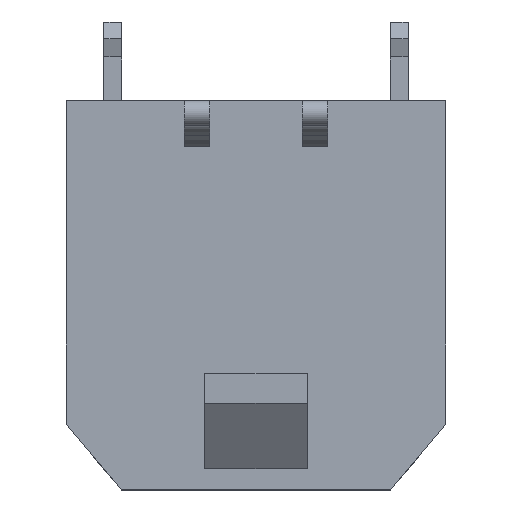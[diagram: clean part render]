
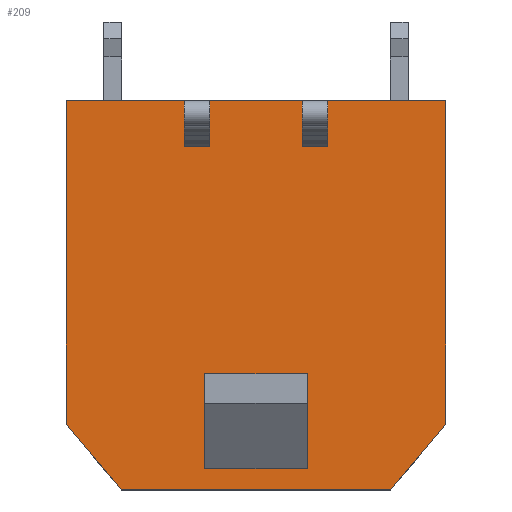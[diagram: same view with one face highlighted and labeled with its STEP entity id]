
A CAD part, top view. The second image highlights one B-rep face of the part: STEP entity #209.
In plain terms, the highlighted planar face has unit normal (0, 0, 1).
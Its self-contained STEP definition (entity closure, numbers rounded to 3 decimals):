
#209=ADVANCED_FACE('',(#461,#462,#463,#464),#341,.T.);
#341=PLANE('',#2439);
#461=FACE_BOUND('',#480,.T.);
#462=FACE_BOUND('',#481,.T.);
#463=FACE_BOUND('',#482,.T.);
#464=FACE_BOUND('',#483,.T.);
#480=EDGE_LOOP('',(#640,#641,#642,#643,#644,#645));
#481=EDGE_LOOP('',(#646,#647,#648,#649));
#482=EDGE_LOOP('',(#650,#651,#652,#653));
#483=EDGE_LOOP('',(#654,#655,#656,#657));
#640=ORIENTED_EDGE('',*,*,#1522,.F.);
#641=ORIENTED_EDGE('',*,*,#1523,.F.);
#642=ORIENTED_EDGE('',*,*,#1524,.T.);
#643=ORIENTED_EDGE('',*,*,#1525,.T.);
#644=ORIENTED_EDGE('',*,*,#1526,.F.);
#645=ORIENTED_EDGE('',*,*,#1527,.F.);
#646=ORIENTED_EDGE('',*,*,#1528,.T.);
#647=ORIENTED_EDGE('',*,*,#1529,.T.);
#648=ORIENTED_EDGE('',*,*,#1530,.F.);
#649=ORIENTED_EDGE('',*,*,#1531,.F.);
#650=ORIENTED_EDGE('',*,*,#1532,.T.);
#651=ORIENTED_EDGE('',*,*,#1533,.T.);
#652=ORIENTED_EDGE('',*,*,#1534,.T.);
#653=ORIENTED_EDGE('',*,*,#1535,.F.);
#654=ORIENTED_EDGE('',*,*,#1536,.T.);
#655=ORIENTED_EDGE('',*,*,#1537,.T.);
#656=ORIENTED_EDGE('',*,*,#1538,.T.);
#657=ORIENTED_EDGE('',*,*,#1539,.F.);
#1306=VERTEX_POINT('',#3276);
#1307=VERTEX_POINT('',#3277);
#1308=VERTEX_POINT('',#3279);
#1309=VERTEX_POINT('',#3281);
#1310=VERTEX_POINT('',#3283);
#1311=VERTEX_POINT('',#3285);
#1312=VERTEX_POINT('',#3288);
#1313=VERTEX_POINT('',#3289);
#1314=VERTEX_POINT('',#3291);
#1315=VERTEX_POINT('',#3293);
#1316=VERTEX_POINT('',#3296);
#1317=VERTEX_POINT('',#3297);
#1318=VERTEX_POINT('',#3299);
#1319=VERTEX_POINT('',#3301);
#1320=VERTEX_POINT('',#3304);
#1321=VERTEX_POINT('',#3305);
#1322=VERTEX_POINT('',#3307);
#1323=VERTEX_POINT('',#3309);
#1522=EDGE_CURVE('',#1306,#1307,#1855,.T.);
#1523=EDGE_CURVE('',#1308,#1306,#1856,.T.);
#1524=EDGE_CURVE('',#1308,#1309,#1857,.T.);
#1525=EDGE_CURVE('',#1309,#1310,#1858,.T.);
#1526=EDGE_CURVE('',#1311,#1310,#1859,.T.);
#1527=EDGE_CURVE('',#1307,#1311,#1860,.T.);
#1528=EDGE_CURVE('',#1312,#1313,#1861,.T.);
#1529=EDGE_CURVE('',#1313,#1314,#1862,.T.);
#1530=EDGE_CURVE('',#1315,#1314,#1863,.T.);
#1531=EDGE_CURVE('',#1312,#1315,#1864,.T.);
#1532=EDGE_CURVE('',#1316,#1317,#1865,.T.);
#1533=EDGE_CURVE('',#1317,#1318,#1866,.T.);
#1534=EDGE_CURVE('',#1318,#1319,#1867,.T.);
#1535=EDGE_CURVE('',#1316,#1319,#1868,.T.);
#1536=EDGE_CURVE('',#1320,#1321,#1869,.T.);
#1537=EDGE_CURVE('',#1321,#1322,#1870,.T.);
#1538=EDGE_CURVE('',#1322,#1323,#1871,.T.);
#1539=EDGE_CURVE('',#1320,#1323,#1872,.T.);
#1855=LINE('',#3275,#2156);
#1856=LINE('',#3278,#2157);
#1857=LINE('',#3280,#2158);
#1858=LINE('',#3282,#2159);
#1859=LINE('',#3284,#2160);
#1860=LINE('',#3286,#2161);
#1861=LINE('',#3287,#2162);
#1862=LINE('',#3290,#2163);
#1863=LINE('',#3292,#2164);
#1864=LINE('',#3294,#2165);
#1865=LINE('',#3295,#2166);
#1866=LINE('',#3298,#2167);
#1867=LINE('',#3300,#2168);
#1868=LINE('',#3302,#2169);
#1869=LINE('',#3303,#2170);
#1870=LINE('',#3306,#2171);
#1871=LINE('',#3308,#2172);
#1872=LINE('',#3310,#2173);
#2156=VECTOR('',#2626,1.);
#2157=VECTOR('',#2627,1.);
#2158=VECTOR('',#2628,1.);
#2159=VECTOR('',#2629,1.);
#2160=VECTOR('',#2630,1.);
#2161=VECTOR('',#2631,1.);
#2162=VECTOR('',#2632,1.);
#2163=VECTOR('',#2633,1.);
#2164=VECTOR('',#2634,1.);
#2165=VECTOR('',#2635,1.);
#2166=VECTOR('',#2636,1.);
#2167=VECTOR('',#2637,1.);
#2168=VECTOR('',#2638,1.);
#2169=VECTOR('',#2639,1.);
#2170=VECTOR('',#2640,1.);
#2171=VECTOR('',#2641,1.);
#2172=VECTOR('',#2642,1.);
#2173=VECTOR('',#2643,1.);
#2439=AXIS2_PLACEMENT_3D('',#3311,#2644,#2645);
#2626=DIRECTION('',(-0.643,-0.766,0.));
#2627=DIRECTION('',(0.,-1.,0.));
#2628=DIRECTION('',(-1.,0.,0.));
#2629=DIRECTION('',(0.,-1.,0.));
#2630=DIRECTION('',(-0.643,0.766,0.));
#2631=DIRECTION('',(-1.,0.,0.));
#2632=DIRECTION('',(-1.,0.,0.));
#2633=DIRECTION('',(0.,1.,0.));
#2634=DIRECTION('',(-1.,0.,0.));
#2635=DIRECTION('',(0.,1.,0.));
#2636=DIRECTION('',(1.,0.,0.));
#2637=DIRECTION('',(0.,-1.,0.));
#2638=DIRECTION('',(-1.,0.,0.));
#2639=DIRECTION('',(0.,-1.,0.));
#2640=DIRECTION('',(1.,0.,0.));
#2641=DIRECTION('',(0.,-1.,0.));
#2642=DIRECTION('',(-1.,0.,0.));
#2643=DIRECTION('',(0.,-1.,0.));
#2644=DIRECTION('',(0.,0.,1.));
#2645=DIRECTION('',(1.,0.,0.));
#3275=CARTESIAN_POINT('',(4.825,1.668,3.86));
#3276=CARTESIAN_POINT('',(4.825,1.668,3.86));
#3277=CARTESIAN_POINT('',(3.425,0.,3.86));
#3278=CARTESIAN_POINT('',(4.825,9.9,3.86));
#3279=CARTESIAN_POINT('',(4.825,9.9,3.86));
#3280=CARTESIAN_POINT('',(4.825,9.9,3.86));
#3281=CARTESIAN_POINT('',(-4.825,9.9,3.86));
#3282=CARTESIAN_POINT('',(-4.825,9.9,3.86));
#3283=CARTESIAN_POINT('',(-4.825,1.668,3.86));
#3284=CARTESIAN_POINT('',(-3.425,0.,3.86));
#3285=CARTESIAN_POINT('',(-3.425,0.,3.86));
#3286=CARTESIAN_POINT('',(4.825,0.,3.86));
#3287=CARTESIAN_POINT('',(1.3,0.54,3.86));
#3288=CARTESIAN_POINT('',(1.3,0.54,3.86));
#3289=CARTESIAN_POINT('',(-1.3,0.54,3.86));
#3290=CARTESIAN_POINT('',(-1.3,0.54,3.86));
#3291=CARTESIAN_POINT('',(-1.3,2.95,3.86));
#3292=CARTESIAN_POINT('',(1.3,2.95,3.86));
#3293=CARTESIAN_POINT('',(1.3,2.95,3.86));
#3294=CARTESIAN_POINT('',(1.3,0.54,3.86));
#3295=CARTESIAN_POINT('',(1.82,9.537,3.86));
#3296=CARTESIAN_POINT('',(1.18,9.537,3.86));
#3297=CARTESIAN_POINT('',(1.82,9.537,3.86));
#3298=CARTESIAN_POINT('',(1.82,9.9,3.86));
#3299=CARTESIAN_POINT('',(1.82,8.723,3.86));
#3300=CARTESIAN_POINT('',(1.82,8.723,3.86));
#3301=CARTESIAN_POINT('',(1.18,8.723,3.86));
#3302=CARTESIAN_POINT('',(1.18,9.9,3.86));
#3303=CARTESIAN_POINT('',(-1.18,9.537,3.86));
#3304=CARTESIAN_POINT('',(-1.82,9.537,3.86));
#3305=CARTESIAN_POINT('',(-1.18,9.537,3.86));
#3306=CARTESIAN_POINT('',(-1.18,9.9,3.86));
#3307=CARTESIAN_POINT('',(-1.18,8.723,3.86));
#3308=CARTESIAN_POINT('',(-1.18,8.723,3.86));
#3309=CARTESIAN_POINT('',(-1.82,8.723,3.86));
#3310=CARTESIAN_POINT('',(-1.82,9.9,3.86));
#3311=CARTESIAN_POINT('',(4.825,9.9,3.86));
